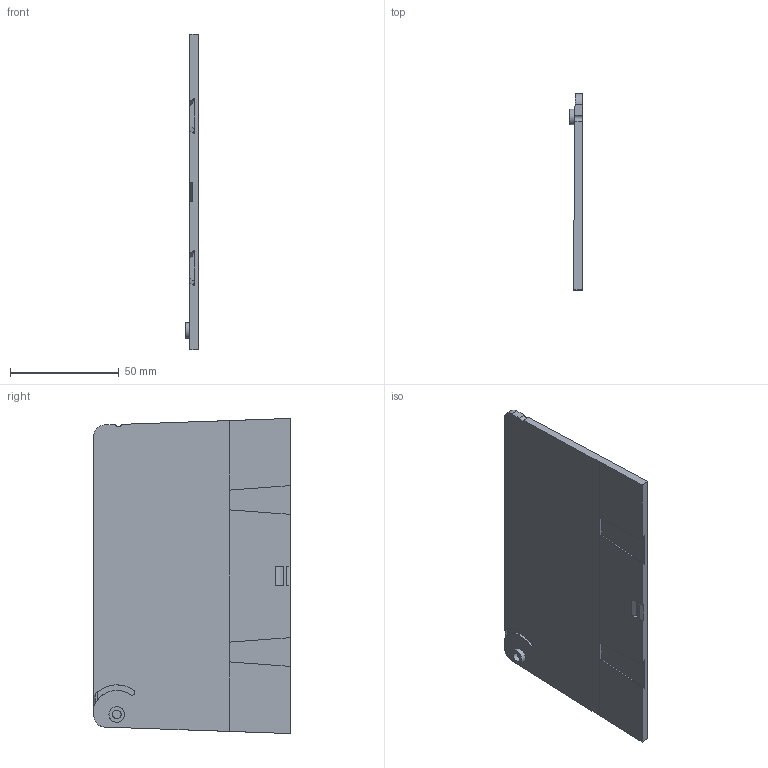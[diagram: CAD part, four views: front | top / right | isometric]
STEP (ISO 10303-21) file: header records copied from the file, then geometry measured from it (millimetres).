
FILE_DESCRIPTION (( 'STEP AP214' ), '1' );
FILE_NAME ('701939rev-.STEP', '2014-03-25T13:50:42', ( '' ), ( '' ), 'SwSTEP 2.0', 'SolidWorks 2013', '' );
FILE_SCHEMA (( 'AUTOMOTIVE_DESIGN' ));
Length unit declared in the file: inch
Products named in the file (1): 701939rev-
Bounding box: 5.71 x 90.17 x 144.78 mm (x, y, z)
Volume: 44858.9 mm3; surface area: 27726.6 mm2
Topology: 1 solids, 1 shells, 45 faces, 114 edges, 74 vertices
Faces by surface type: plane 31, cylinder 14
Full cylindrical faces by diameter (mm): 4.064 x1, 7.112 x1
Entity records: 1346 total; most frequent: CARTESIAN_POINT 300, ORIENTED_EDGE 220, DIRECTION 188, EDGE_CURVE 110, LINE 80, VECTOR 80, VERTEX_POINT 72, AXIS2_PLACEMENT_3D 54
